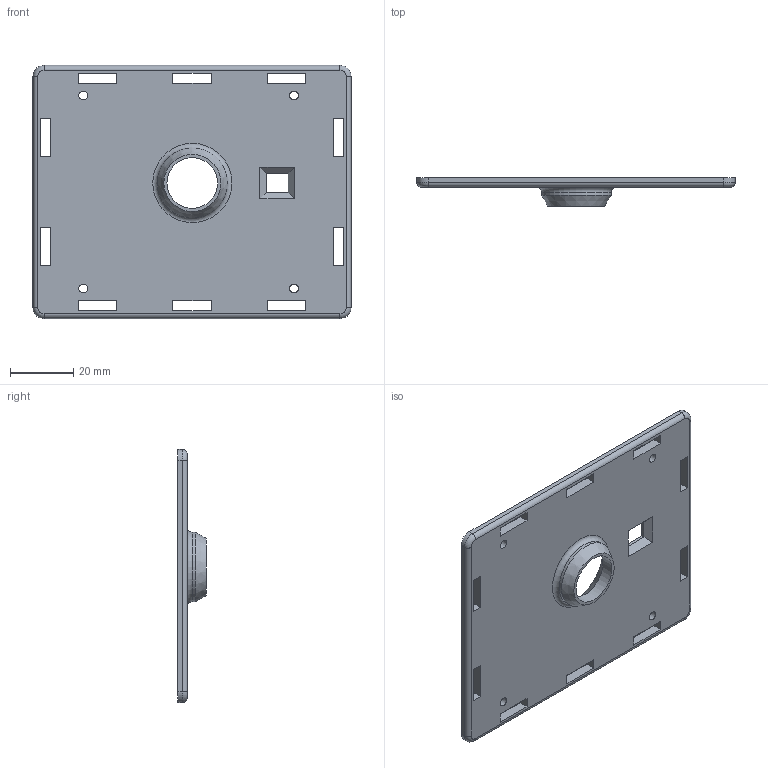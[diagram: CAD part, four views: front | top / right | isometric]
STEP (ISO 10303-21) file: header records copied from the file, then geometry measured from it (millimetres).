
FILE_DESCRIPTION( ( '' ), ' ' );
FILE_NAME( '5c4ebe05964993164aa43009.step', '2019-01-28T08:32:06', ( '' ), ( '' ), ' ', ' ', ' ' );
FILE_SCHEMA( ( 'AUTOMOTIVE_DESIGN { 1 0 10303 214 1 1 1 1 }' ) );
Length unit declared in the file: metre
Products named in the file (1): Part 1
Bounding box: 100.4 x 9 x 79.9 mm (x, y, z)
Volume: 21973.7 mm3; surface area: 17222.6 mm2
Topology: 1 solids, 1 shells, 76 faces, 204 edges, 131 vertices
Faces by surface type: plane 55, cylinder 14, torus 5, cone 2
Full cylindrical faces by diameter (mm): 2.8 x4, 16 x1, 22 x1
Entity records: 2986 total; most frequent: CARTESIAN_POINT 403, ORIENTED_EDGE 390, DIRECTION 384, EDGE_CURVE 195, LINE 160, VECTOR 160, VERTEX_POINT 131, EDGE_LOOP 118
